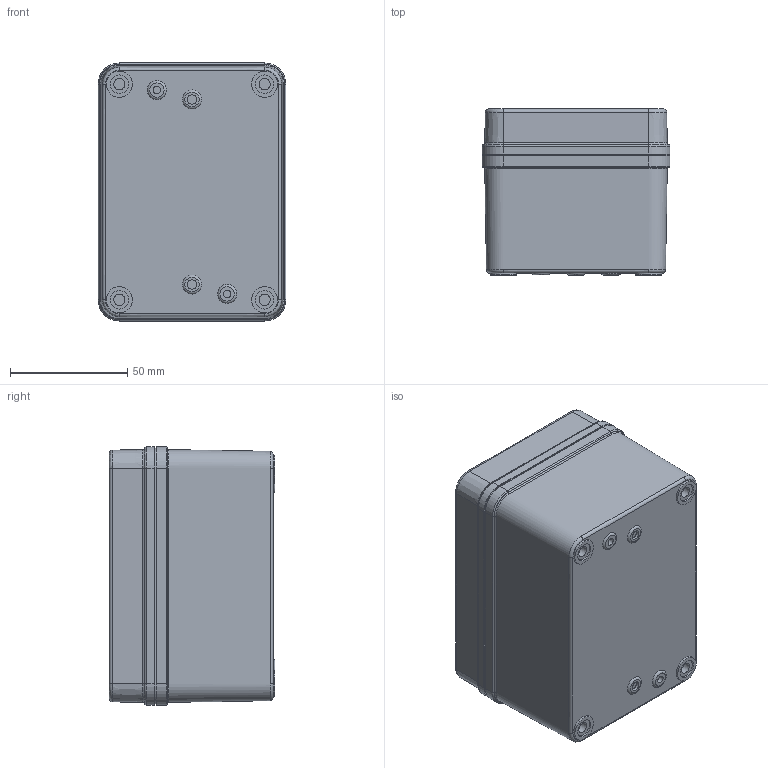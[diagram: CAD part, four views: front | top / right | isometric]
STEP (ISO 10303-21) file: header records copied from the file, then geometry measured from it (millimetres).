
FILE_DESCRIPTION (( 'STEP AP214' ), '1' );
FILE_NAME ('COPC1PB.STEP', '2018-11-09T20:09:21', ( '' ), ( '' ), 'SwSTEP 2.0', 'SolidWorks 2018', '' );
FILE_SCHEMA (( 'AUTOMOTIVE_DESIGN' ));
Length unit declared in the file: inch
Products named in the file (1): COPC1PB
Bounding box: 80.14 x 70.79 x 110.13 mm (x, y, z)
Volume: 162908.3 mm3; surface area: 97769.8 mm2
Topology: 7 solids, 7 shells, 1106 faces, 2761 edges, 1700 vertices
Faces by surface type: cylinder 474, bspline 273, plane 259, torus 76, cone 24
Full cylindrical faces by diameter (mm): 2.54 x12, 3.2 x2, 3.708 x2, 4 x2, 4.763 x4, 7 x4, 7.767 x2, 7.847 x2, 7.925 x4, 10.998 x4, 11.176 x4, 11.684 x4, 12.573 x4
Entity records: 70722 total; most frequent: CARTESIAN_POINT 32206, ORIENTED_EDGE 5264, DIRECTION 4478, EDGE_CURVE 2632, AXIS2_PLACEMENT_3D 1706, VERTEX_POINT 1666, EDGE_LOOP 1256, FACE_OUTER_BOUND 1181
